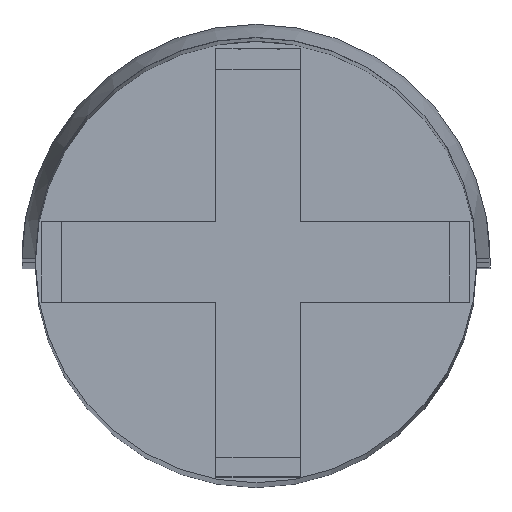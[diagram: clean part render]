
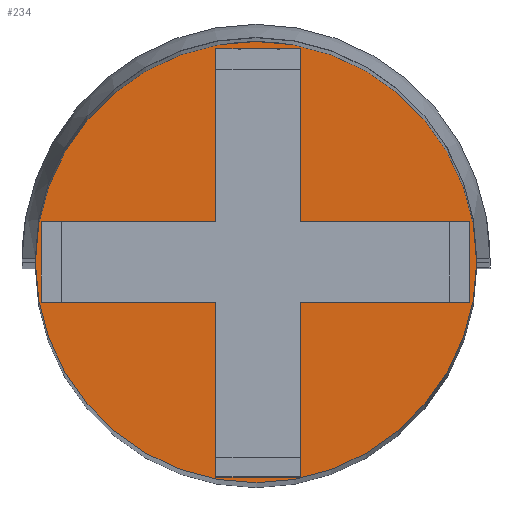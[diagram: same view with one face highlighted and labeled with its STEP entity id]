
A CAD part, top view. The second image highlights one B-rep face of the part: STEP entity #234.
In plain terms, the highlighted planar face has unit normal (0, 0, 1).
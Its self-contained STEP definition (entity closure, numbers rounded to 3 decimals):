
#234=ADVANCED_FACE('',(#682,#684),#686,.T.);
#682=FACE_BOUND('',#683,.T.);
#683=EDGE_LOOP('',(#1166,#1167));
#684=FACE_BOUND('',#685,.T.);
#685=EDGE_LOOP('',(#1168,#1169,#1170,#1171,#1172,#1173,#1174,#1175,#1176,#1177,#1178,
#1179));
#686=PLANE('',#687);
#687=AXIS2_PLACEMENT_3D('',#688,#689,#690);
#688=CARTESIAN_POINT('',(33.,0.,578.));
#689=DIRECTION('',(0.,0.,1.));
#690=DIRECTION('',(0.,1.,0.));
#1166=ORIENTED_EDGE('',*,*,#1412,.T.);
#1167=ORIENTED_EDGE('',*,*,#1417,.T.);
#1168=ORIENTED_EDGE('',*,*,#1446,.F.);
#1169=ORIENTED_EDGE('',*,*,#1447,.F.);
#1170=ORIENTED_EDGE('',*,*,#1448,.F.);
#1171=ORIENTED_EDGE('',*,*,#1449,.F.);
#1172=ORIENTED_EDGE('',*,*,#1450,.F.);
#1173=ORIENTED_EDGE('',*,*,#1451,.F.);
#1174=ORIENTED_EDGE('',*,*,#1452,.F.);
#1175=ORIENTED_EDGE('',*,*,#1453,.F.);
#1176=ORIENTED_EDGE('',*,*,#1454,.F.);
#1177=ORIENTED_EDGE('',*,*,#1455,.F.);
#1178=ORIENTED_EDGE('',*,*,#1456,.F.);
#1179=ORIENTED_EDGE('',*,*,#1457,.F.);
#1412=EDGE_CURVE('',#1579,#1670,#1672,.T.);
#1417=EDGE_CURVE('',#1670,#1579,#1680,.T.);
#1446=EDGE_CURVE('',#1723,#1724,#1725,.T.);
#1447=EDGE_CURVE('',#1726,#1723,#1727,.T.);
#1448=EDGE_CURVE('',#1728,#1726,#1729,.T.);
#1449=EDGE_CURVE('',#1730,#1728,#1731,.T.);
#1450=EDGE_CURVE('',#1732,#1730,#1733,.T.);
#1451=EDGE_CURVE('',#1734,#1732,#1735,.T.);
#1452=EDGE_CURVE('',#1736,#1734,#1737,.T.);
#1453=EDGE_CURVE('',#1738,#1736,#1739,.T.);
#1454=EDGE_CURVE('',#1740,#1738,#1741,.T.);
#1455=EDGE_CURVE('',#1742,#1740,#1743,.T.);
#1456=EDGE_CURVE('',#1744,#1742,#1745,.T.);
#1457=EDGE_CURVE('',#1724,#1744,#1746,.T.);
#1579=VERTEX_POINT('',#1976);
#1670=VERTEX_POINT('',#3125);
#1672=CIRCLE('',#3129,33.);
#1680=CIRCLE('',#3223,33.);
#1723=VERTEX_POINT('',#3328);
#1724=VERTEX_POINT('',#3329);
#1725=LINE('',#3330,#3331);
#1726=VERTEX_POINT('',#3333);
#1727=LINE('',#3334,#3335);
#1728=VERTEX_POINT('',#3337);
#1729=LINE('',#3338,#3339);
#1730=VERTEX_POINT('',#3341);
#1731=LINE('',#3342,#3343);
#1732=VERTEX_POINT('',#3345);
#1733=LINE('',#3346,#3347);
#1734=VERTEX_POINT('',#3349);
#1735=LINE('',#3350,#3351);
#1736=VERTEX_POINT('',#3353);
#1737=LINE('',#3354,#3355);
#1738=VERTEX_POINT('',#3357);
#1739=LINE('',#3358,#3359);
#1740=VERTEX_POINT('',#3361);
#1741=LINE('',#3362,#3363);
#1742=VERTEX_POINT('',#3365);
#1743=LINE('',#3366,#3367);
#1744=VERTEX_POINT('',#3369);
#1745=LINE('',#3370,#3371);
#1746=LINE('',#3373,#3374);
#1976=CARTESIAN_POINT('',(33.,0.,578.));
#3125=CARTESIAN_POINT('',(-33.,0.,578.));
#3129=AXIS2_PLACEMENT_3D('',#3130,#3131,#3132);
#3130=CARTESIAN_POINT('',(0.,0.,578.));
#3131=DIRECTION('',(0.,0.,1.));
#3132=DIRECTION('',(1.,0.,0.));
#3223=AXIS2_PLACEMENT_3D('',#3224,#3225,#3226);
#3224=CARTESIAN_POINT('',(0.,0.,578.));
#3225=DIRECTION('',(0.,0.,1.));
#3226=DIRECTION('',(-1.,0.,0.));
#3328=CARTESIAN_POINT('',(-6.,6.,578.));
#3329=CARTESIAN_POINT('',(-32.12,6.,578.));
#3330=CARTESIAN_POINT('',(-6.,6.,578.));
#3331=VECTOR('',#3332,1.);
#3332=DIRECTION('',(-1.,0.,0.));
#3333=CARTESIAN_POINT('',(-6.,31.858,578.));
#3334=CARTESIAN_POINT('',(-6.,31.858,578.));
#3335=VECTOR('',#3336,1.);
#3336=DIRECTION('',(0.,-1.,0.));
#3337=CARTESIAN_POINT('',(6.651,31.858,578.));
#3338=CARTESIAN_POINT('',(6.651,31.858,578.));
#3339=VECTOR('',#3340,1.);
#3340=DIRECTION('',(-1.,0.,0.));
#3341=CARTESIAN_POINT('',(6.651,6.,578.));
#3342=CARTESIAN_POINT('',(6.651,6.,578.));
#3343=VECTOR('',#3344,1.);
#3344=DIRECTION('',(0.,1.,0.));
#3345=CARTESIAN_POINT('',(31.88,6.,578.));
#3346=CARTESIAN_POINT('',(31.88,6.,578.));
#3347=VECTOR('',#3348,1.);
#3348=DIRECTION('',(-1.,0.,0.));
#3349=CARTESIAN_POINT('',(31.88,-6.,578.));
#3350=CARTESIAN_POINT('',(31.88,-6.,578.));
#3351=VECTOR('',#3352,1.);
#3352=DIRECTION('',(0.,1.,0.));
#3353=CARTESIAN_POINT('',(6.651,-6.,578.));
#3354=CARTESIAN_POINT('',(6.651,-6.,578.));
#3355=VECTOR('',#3356,1.);
#3356=DIRECTION('',(1.,0.,0.));
#3357=CARTESIAN_POINT('',(6.651,-32.142,578.));
#3358=CARTESIAN_POINT('',(6.651,-32.142,578.));
#3359=VECTOR('',#3360,1.);
#3360=DIRECTION('',(0.,1.,0.));
#3361=CARTESIAN_POINT('',(-6.,-32.142,578.));
#3362=CARTESIAN_POINT('',(-6.,-32.142,578.));
#3363=VECTOR('',#3364,1.);
#3364=DIRECTION('',(1.,0.,0.));
#3365=CARTESIAN_POINT('',(-6.,-6.,578.));
#3366=CARTESIAN_POINT('',(-6.,-6.,578.));
#3367=VECTOR('',#3368,1.);
#3368=DIRECTION('',(0.,-1.,0.));
#3369=CARTESIAN_POINT('',(-32.12,-6.,578.));
#3370=CARTESIAN_POINT('',(-32.12,-6.,578.));
#3371=VECTOR('',#3372,1.);
#3372=DIRECTION('',(1.,0.,0.));
#3373=CARTESIAN_POINT('',(-32.12,6.,578.));
#3374=VECTOR('',#3375,1.);
#3375=DIRECTION('',(0.,-1.,0.));
